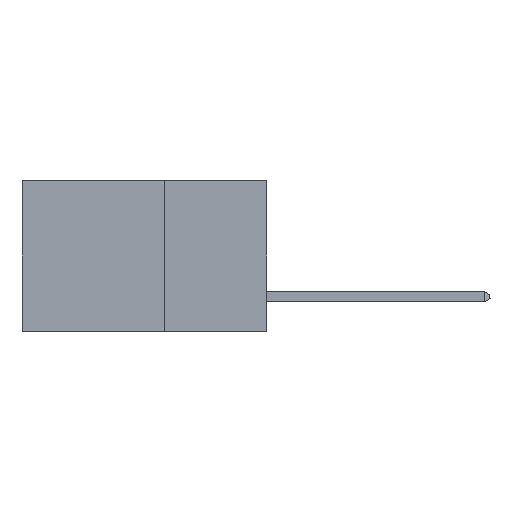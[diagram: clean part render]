
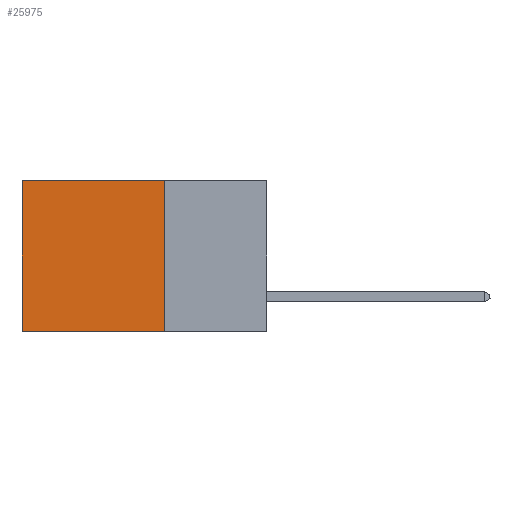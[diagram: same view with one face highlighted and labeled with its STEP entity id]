
A CAD part, left-side view. The second image highlights one B-rep face of the part: STEP entity #25975.
In plain terms, the highlighted planar face has unit normal (-1, 0, 0).
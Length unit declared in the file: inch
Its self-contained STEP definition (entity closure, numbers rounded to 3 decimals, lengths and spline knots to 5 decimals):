
#2179 = AXIS2_PLACEMENT_3D ( 'NONE', #11511, #20164, #2862 ) ;
#2862 = DIRECTION ( 'NONE',  ( 0., 0., -1. ) ) ;
#3179 = DIRECTION ( 'NONE',  ( 0., 1., 0. ) ) ;
#5077 = LINE ( 'NONE', #9013, #26164 ) ;
#5249 = DIRECTION ( 'NONE',  ( 0., 1., 0. ) ) ;
#5278 = EDGE_CURVE ( 'NONE', #13613, #34167, #24798, .T. ) ;
#5946 = FACE_OUTER_BOUND ( 'NONE', #6336, .T. ) ;
#6336 = EDGE_LOOP ( 'NONE', ( #15821, #26654, #25208, #11830 ) ) ;
#7751 = CARTESIAN_POINT ( 'NONE',  ( 0.2875, 0.25, 0. ) ) ;
#8327 = DIRECTION ( 'NONE',  ( 0., 0., -1. ) ) ;
#9013 = CARTESIAN_POINT ( 'NONE',  ( 0.2875, 0.25, -0.37 ) ) ;
#9506 = VERTEX_POINT ( 'NONE', #14122 ) ;
#11511 = CARTESIAN_POINT ( 'NONE',  ( 0.2875, 0.25, 0. ) ) ;
#11830 = ORIENTED_EDGE ( 'NONE', *, *, #13037, .T. ) ;
#12029 = LINE ( 'NONE', #28213, #28809 ) ;
#13037 = EDGE_CURVE ( 'NONE', #13613, #23327, #34996, .T. ) ;
#13613 = VERTEX_POINT ( 'NONE', #7751 ) ;
#13969 = CARTESIAN_POINT ( 'NONE',  ( 0.2875, 0.25, 0. ) ) ;
#14122 = CARTESIAN_POINT ( 'NONE',  ( 0.2875, 0.6, -0.37 ) ) ;
#14400 = EDGE_CURVE ( 'NONE', #34167, #9506, #5077, .T. ) ;
#15422 = CARTESIAN_POINT ( 'NONE',  ( 0.2875, 0.25, -0.37 ) ) ;
#15821 = ORIENTED_EDGE ( 'NONE', *, *, #33269, .T. ) ;
#17276 = PLANE ( 'NONE',  #2179 ) ;
#18681 = CARTESIAN_POINT ( 'NONE',  ( 0.2875, 0.25, 0. ) ) ;
#20005 = DIRECTION ( 'NONE',  ( 0., 0., -1. ) ) ;
#20164 = DIRECTION ( 'NONE',  ( 1., 0., 0. ) ) ;
#23327 = VERTEX_POINT ( 'NONE', #23789 ) ;
#23789 = CARTESIAN_POINT ( 'NONE',  ( 0.2875, 0.6, 0. ) ) ;
#24798 = LINE ( 'NONE', #18681, #30400 ) ;
#25208 = ORIENTED_EDGE ( 'NONE', *, *, #5278, .F. ) ;
#25975 = ADVANCED_FACE ( 'NONE', ( #5946 ), #17276, .F. ) ;
#26164 = VECTOR ( 'NONE', #3179, 39.37008 ) ;
#26654 = ORIENTED_EDGE ( 'NONE', *, *, #14400, .F. ) ;
#28213 = CARTESIAN_POINT ( 'NONE',  ( 0.2875, 0.6, 0. ) ) ;
#28809 = VECTOR ( 'NONE', #8327, 39.37008 ) ;
#30400 = VECTOR ( 'NONE', #20005, 39.37008 ) ;
#33269 = EDGE_CURVE ( 'NONE', #23327, #9506, #12029, .T. ) ;
#34167 = VERTEX_POINT ( 'NONE', #15422 ) ;
#34996 = LINE ( 'NONE', #13969, #35845 ) ;
#35845 = VECTOR ( 'NONE', #5249, 39.37008 ) ;
